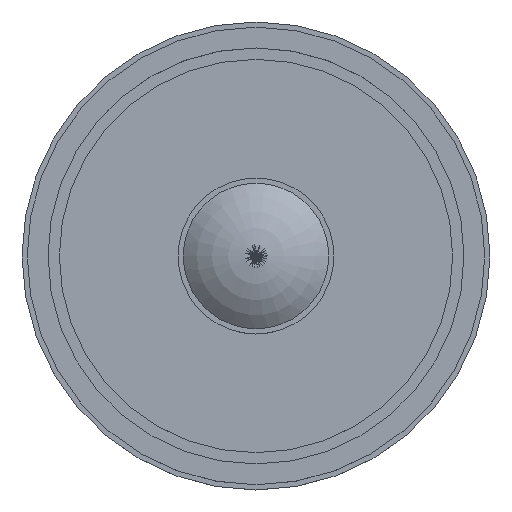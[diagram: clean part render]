
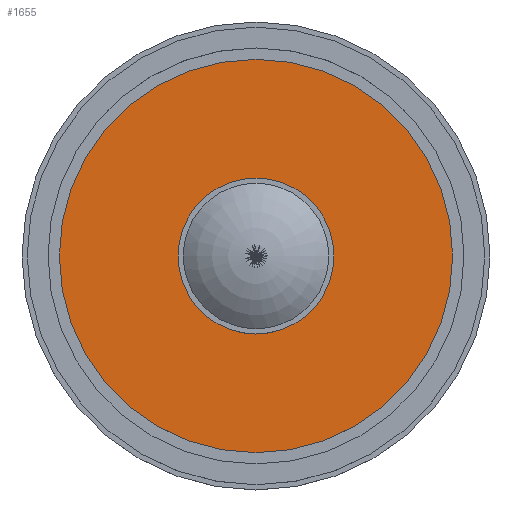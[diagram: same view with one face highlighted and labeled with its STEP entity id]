
A CAD part, top view. The second image highlights one B-rep face of the part: STEP entity #1655.
In plain terms, the highlighted planar face has unit normal (0, 0, 1).
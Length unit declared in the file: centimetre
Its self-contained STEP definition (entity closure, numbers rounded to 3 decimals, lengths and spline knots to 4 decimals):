
#725=PLANE('',#1737);
#833=VERTEX_POINT('',#6438);
#834=VERTEX_POINT('',#6440);
#897=CIRCLE('',#1738,1.8911);
#898=CIRCLE('',#1739,0.75);
#1031=EDGE_CURVE('',#833,#833,#897,.T.);
#1032=EDGE_CURVE('',#834,#834,#898,.T.);
#1255=ORIENTED_EDGE('',*,*,#1031,.F.);
#1256=ORIENTED_EDGE('',*,*,#1032,.F.);
#1447=EDGE_LOOP('',(#1255));
#1448=EDGE_LOOP('',(#1256));
#1556=FACE_BOUND('',#1447,.T.);
#1557=FACE_BOUND('',#1448,.T.);
#1655=ADVANCED_FACE('',(#1556,#1557),#725,.T.);
#1737=AXIS2_PLACEMENT_3D('',#6436,#1909,$);
#1738=AXIS2_PLACEMENT_3D('',#6437,#1910,#1911);
#1739=AXIS2_PLACEMENT_3D('',#6439,#1912,#1913);
#1909=DIRECTION('',(0.,0.,1.));
#1910=DIRECTION('',(0.,0.,-1.));
#1911=DIRECTION('',(-1.891,0.,0.));
#1912=DIRECTION('',(0.,0.,1.));
#1913=DIRECTION('',(0.75,0.,0.));
#6436=CARTESIAN_POINT('',(-1.2274,0.,0.87));
#6437=CARTESIAN_POINT('',(0.,0.,0.87));
#6438=CARTESIAN_POINT('',(-1.8911,0.,0.87));
#6439=CARTESIAN_POINT('',(0.,0.,0.87));
#6440=CARTESIAN_POINT('',(-0.75,0.,0.87));
